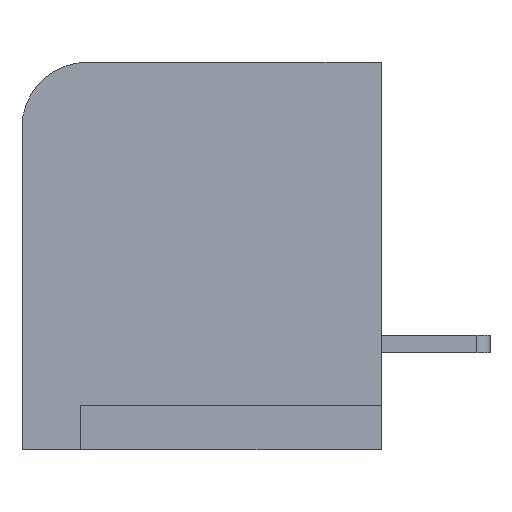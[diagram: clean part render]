
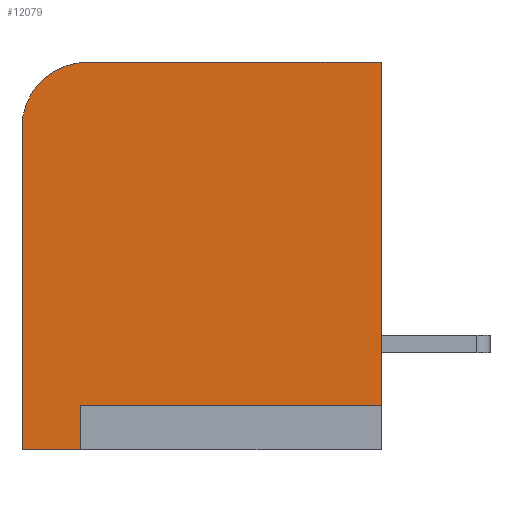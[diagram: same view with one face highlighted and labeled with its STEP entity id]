
A CAD part, left-side view. The second image highlights one B-rep face of the part: STEP entity #12079.
In plain terms, the highlighted planar face has unit normal (-1, 0, 0).
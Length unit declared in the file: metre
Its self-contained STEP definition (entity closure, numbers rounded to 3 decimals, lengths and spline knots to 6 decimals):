
#152=CIRCLE('',#12109,0.003);
#2885=ORIENTED_EDGE('',*,*,#4175,.F.);
#2886=ORIENTED_EDGE('',*,*,#4132,.F.);
#2887=ORIENTED_EDGE('',*,*,#2946,.F.);
#2888=ORIENTED_EDGE('',*,*,#2993,.T.);
#2889=ORIENTED_EDGE('',*,*,#4188,.F.);
#2890=ORIENTED_EDGE('',*,*,#4191,.T.);
#2891=ORIENTED_EDGE('',*,*,#4192,.F.);
#2946=EDGE_CURVE('',#4231,#4233,#152,.T.);
#2993=EDGE_CURVE('',#4231,#4266,#5138,.T.);
#4132=EDGE_CURVE('',#4233,#5011,#6075,.T.);
#4175=EDGE_CURVE('',#5011,#5039,#6116,.T.);
#4188=EDGE_CURVE('',#5045,#4266,#6129,.T.);
#4191=EDGE_CURVE('',#5045,#5046,#6132,.T.);
#4192=EDGE_CURVE('',#5039,#5046,#6133,.T.);
#4231=VERTEX_POINT('',#15018);
#4233=VERTEX_POINT('',#15021);
#4266=VERTEX_POINT('',#15115);
#5011=VERTEX_POINT('',#18448);
#5039=VERTEX_POINT('',#18532);
#5045=VERTEX_POINT('',#18559);
#5046=VERTEX_POINT('',#18563);
#5138=LINE('',#15117,#6225);
#6075=LINE('',#18447,#7162);
#6116=LINE('',#18531,#7203);
#6129=LINE('',#18558,#7216);
#6132=LINE('',#18564,#7219);
#6133=LINE('',#18566,#7220);
#6225=VECTOR('',#12845,1.);
#7162=VECTOR('',#14794,1.);
#7203=VECTOR('',#14865,1.);
#7216=VECTOR('',#14894,1.);
#7219=VECTOR('',#14899,1.);
#7220=VECTOR('',#14902,1.);
#7683=EDGE_LOOP('',(#2885,#2886,#2887,#2888,#2889,#2890,#2891));
#8146=FACE_BOUND('',#7683,.T.);
#8533=PLANE('',#12661);
#12079=ADVANCED_FACE('',(#8146),#8533,.F.);
#12109=AXIS2_PLACEMENT_3D('',#15020,#12762,#12763);
#12661=AXIS2_PLACEMENT_3D('',#18567,#14903,#14904);
#12762=DIRECTION('',(1.,0.,0.));
#12763=DIRECTION('',(0.,1.,0.));
#12845=DIRECTION('',(0.,0.,-1.));
#14794=DIRECTION('',(0.,-1.,0.));
#14865=DIRECTION('',(0.,0.,-1.));
#14894=DIRECTION('',(0.,1.,0.));
#14899=DIRECTION('',(0.,0.,1.));
#14902=DIRECTION('',(0.,1.,0.));
#14903=DIRECTION('',(1.,0.,0.));
#14904=DIRECTION('',(0.,0.,-1.));
#15018=CARTESIAN_POINT('',(-0.0339,0.,-0.003));
#15020=CARTESIAN_POINT('',(-0.0339,-0.003,-0.003));
#15021=CARTESIAN_POINT('',(-0.0339,-0.003,0.));
#15115=CARTESIAN_POINT('',(-0.0339,0.,-0.0178));
#15117=CARTESIAN_POINT('',(-0.0339,0.,-0.003));
#18447=CARTESIAN_POINT('',(-0.0339,-0.003,0.));
#18448=CARTESIAN_POINT('',(-0.0339,-0.0165,0.));
#18531=CARTESIAN_POINT('',(-0.0339,-0.0165,0.));
#18532=CARTESIAN_POINT('',(-0.0339,-0.0165,-0.01575));
#18558=CARTESIAN_POINT('',(-0.0339,-0.0027,-0.0178));
#18559=CARTESIAN_POINT('',(-0.0339,-0.0027,-0.0178));
#18563=CARTESIAN_POINT('',(-0.0339,-0.0027,-0.01575));
#18564=CARTESIAN_POINT('',(-0.0339,-0.0027,-0.0178));
#18566=CARTESIAN_POINT('',(-0.0339,-0.0165,-0.01575));
#18567=CARTESIAN_POINT('',(-0.0339,0.,0.));
